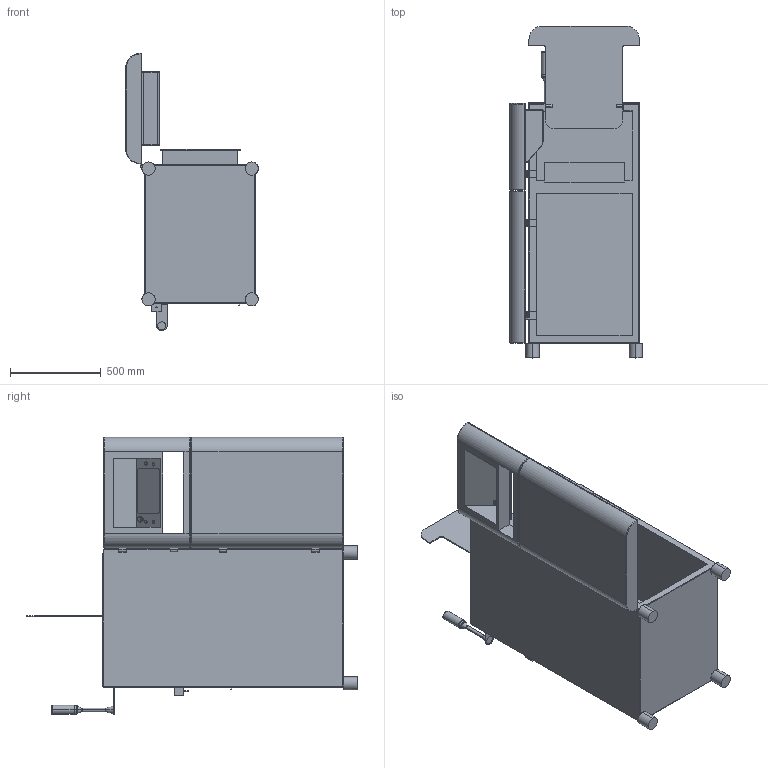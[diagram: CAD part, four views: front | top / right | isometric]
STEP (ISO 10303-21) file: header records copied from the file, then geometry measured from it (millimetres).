
FILE_DESCRIPTION((''),'2;1');
FILE_NAME('A-MD_ENVELOPE_ASM','2026-01-12T15:03:52',('bwaterworth'),(''),'CREO PARAMETRIC BY PTC INC, 2020354','CREO PARAMETRIC BY PTC INC, 2020354','');
FILE_SCHEMA(('CONFIG_CONTROL_DESIGN'));
Length unit declared in the file: inch
Products named in the file (6): A-MD_ENVELOPE; A-MD_TOP_DOOR; A-MD_BOTTOM_DOOR; A-MD_TOP; A-MD_DRAWER; A-MD_ENVELOPE_ASM
Assembly tree (5 placements, depth 2):
  A-MD_ENVELOPE_ASM
    A-MD_ENVELOPE
    A-MD_TOP_DOOR
    A-MD_BOTTOM_DOOR
    A-MD_TOP
    A-MD_DRAWER
Bounding box: 732.35 x 1831.33 x 1529.93 mm (x, y, z)
Volume: 360730543.5 mm3; surface area: 10197126.7 mm2
Topology: 5 solids, 5 shells, 395 faces, 944 edges, 588 vertices
Faces by surface type: plane 182, cylinder 161, torus 26, sphere 12, cone 12, bspline 2
Entity records: 11623 total; most frequent: DIRECTION 2101, CARTESIAN_POINT 2032, ORIENTED_EDGE 1888, EDGE_CURVE 944, AXIS2_PLACEMENT_3D 764, VERTEX_POINT 588, VECTOR 573, LINE 573
